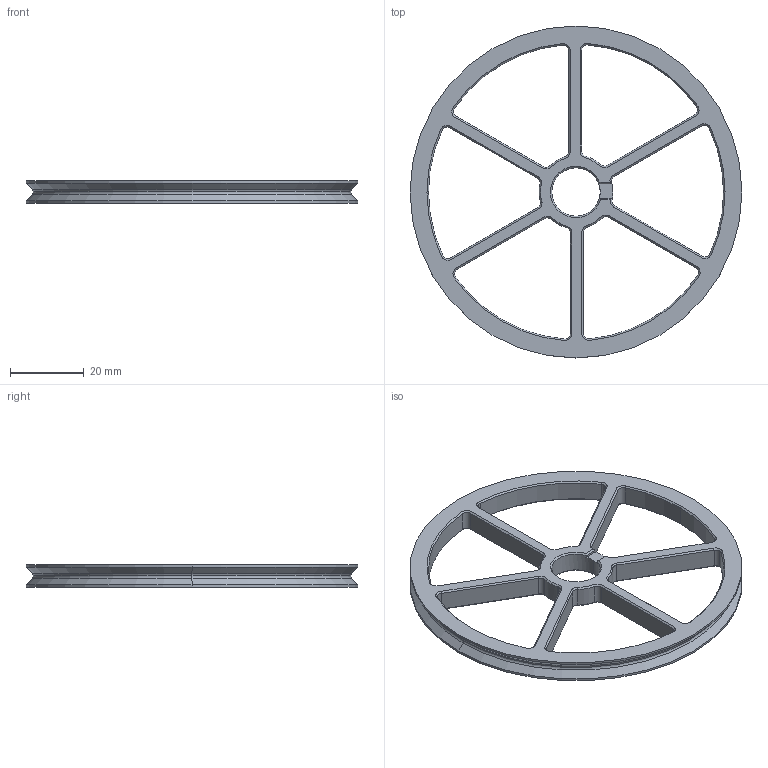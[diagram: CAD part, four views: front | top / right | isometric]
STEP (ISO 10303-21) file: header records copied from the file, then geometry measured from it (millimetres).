
FILE_DESCRIPTION (( 'STEP AP203' ), '1' );
FILE_NAME ('Wheel C4B.STEP', '2023-05-31T17:55:22', ( '' ), ( '' ), 'SwSTEP 2.0', 'SolidWorks 2023', '' );
FILE_SCHEMA (( 'CONFIG_CONTROL_DESIGN' ));
Length unit declared in the file: millimetre
Products named in the file (1): Wheel C4B
Bounding box: 90 x 90 x 6 mm (x, y, z)
Volume: 11250.9 mm3; surface area: 10065.7 mm2
Topology: 1 solids, 1 shells, 195 faces, 462 edges, 268 vertices
Faces by surface type: cone 94, cylinder 54, plane 43, torus 4
Entity records: 5659 total; most frequent: DIRECTION 1072, CARTESIAN_POINT 926, ORIENTED_EDGE 924, EDGE_CURVE 462, AXIS2_PLACEMENT_3D 414, VERTEX_POINT 268, LINE 244, VECTOR 244
